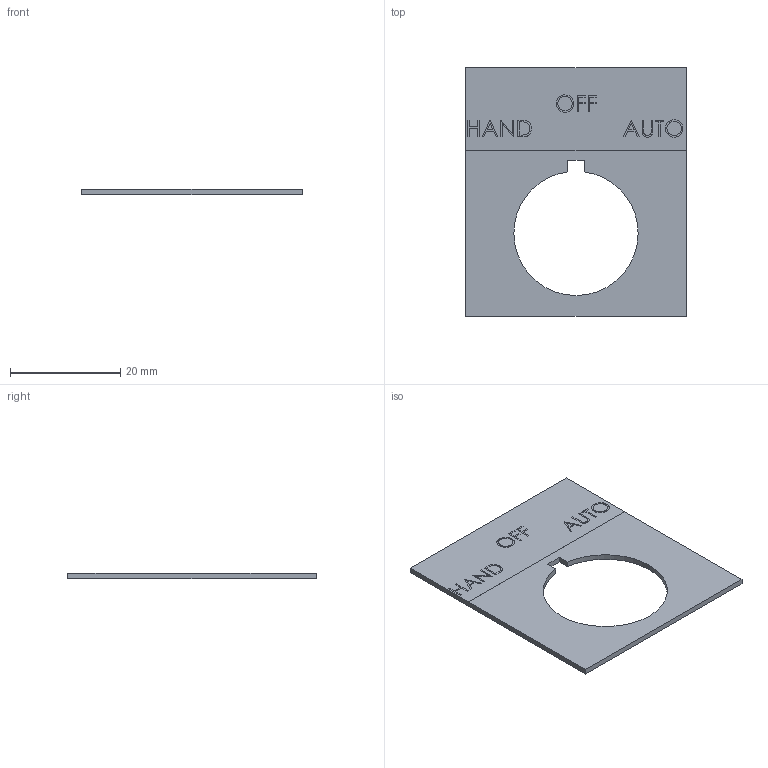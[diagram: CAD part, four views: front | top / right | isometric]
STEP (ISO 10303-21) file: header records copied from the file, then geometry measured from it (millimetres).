
FILE_DESCRIPTION (( 'STEP AP214' ), '1' );
FILE_NAME ('ECX1680A-B20.step', '2018-10-09T17:08:17', ( '' ), ( '' ), 'SwSTEP 2.0', 'SolidWorks 2017', '' );
FILE_SCHEMA (( 'AUTOMOTIVE_DESIGN' ));
Length unit declared in the file: millimetre
Products named in the file (1): ECX1680A-B20
Bounding box: 40 x 45 x 1 mm (x, y, z)
Volume: 1393.2 mm3; surface area: 3038.1 mm2
Topology: 1 solids, 1 shells, 144 faces, 378 edges, 252 vertices
Faces by surface type: plane 111, bspline 30, cylinder 3
Entity records: 7848 total; most frequent: CARTESIAN_POINT 3061, ORIENTED_EDGE 756, DIRECTION 554, EDGE_CURVE 378, LINE 312, VECTOR 312, VERTEX_POINT 252, EDGE_LOOP 162
